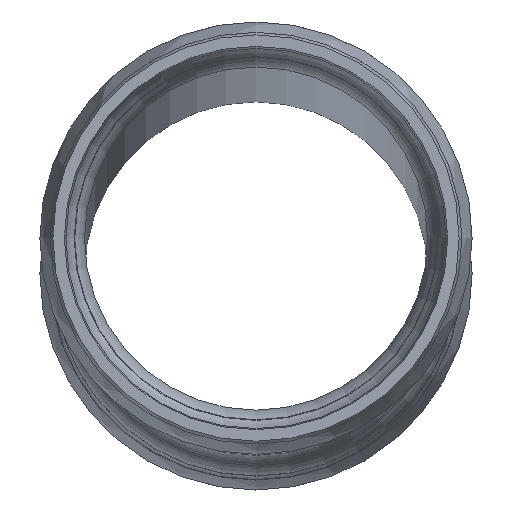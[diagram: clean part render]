
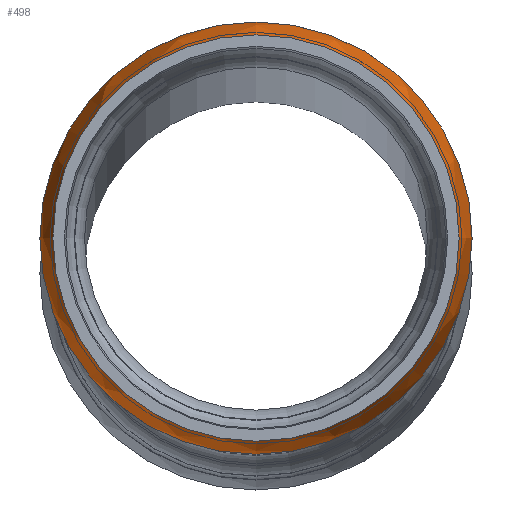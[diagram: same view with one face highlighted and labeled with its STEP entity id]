
A CAD part, top view. The second image highlights one B-rep face of the part: STEP entity #498.
In plain terms, the highlighted free-form (B-spline) face has degree [2, 2] with [3, 9] control points.
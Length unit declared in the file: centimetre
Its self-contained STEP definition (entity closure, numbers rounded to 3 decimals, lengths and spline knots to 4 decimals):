
#26=(
BOUNDED_SURFACE()
B_SPLINE_SURFACE(2,2,((#913,#914,#915,#916,#917,#918,#919,#920,#921),(#922,
#923,#924,#925,#926,#927,#928,#929,#930),(#931,#932,#933,#934,#935,#936,
#937,#938,#939)),.UNSPECIFIED.,.F.,.T.,.F.)
B_SPLINE_SURFACE_WITH_KNOTS((3,3),(3,2,2,2,3),(-0.4444,0.),
(-3.1416,-1.5708,0.,1.5708,3.1416),
 .UNSPECIFIED.)
GEOMETRIC_REPRESENTATION_ITEM()
RATIONAL_B_SPLINE_SURFACE(((1.,0.707,1.,0.707,1.,
0.707,1.,0.707,1.),(0.975,0.69,
0.975,0.69,0.975,0.69,
0.975,0.69,0.975),(1.,0.707,
1.,0.707,1.,0.707,1.,0.707,1.)))
REPRESENTATION_ITEM('')
SURFACE()
);
#70=FACE_OUTER_BOUND('',#103,.T.);
#103=EDGE_LOOP('',(#360,#361,#362,#363,#364));
#145=CIRCLE('',#548,29.6064);
#146=CIRCLE('',#549,31.5);
#147=CIRCLE('',#550,19.5);
#148=CIRCLE('',#551,31.5);
#208=VERTEX_POINT('',#911);
#209=VERTEX_POINT('',#940);
#210=VERTEX_POINT('',#941);
#263=EDGE_CURVE('',#208,#208,#145,.T.);
#264=EDGE_CURVE('',#209,#210,#146,.T.);
#265=EDGE_CURVE('',#209,#208,#147,.T.);
#266=EDGE_CURVE('',#210,#209,#148,.T.);
#360=ORIENTED_EDGE('',*,*,#264,.F.);
#361=ORIENTED_EDGE('',*,*,#265,.T.);
#362=ORIENTED_EDGE('',*,*,#263,.T.);
#363=ORIENTED_EDGE('',*,*,#265,.F.);
#364=ORIENTED_EDGE('',*,*,#266,.F.);
#498=ADVANCED_FACE('',(#70),#26,.F.);
#548=AXIS2_PLACEMENT_3D('',#912,#670,#671);
#549=AXIS2_PLACEMENT_3D('',#942,#672,#673);
#550=AXIS2_PLACEMENT_3D('',#943,#674,#675);
#551=AXIS2_PLACEMENT_3D('',#944,#676,#677);
#670=DIRECTION('center_axis',(0.,0.,
-1.));
#671=DIRECTION('ref_axis',(0.,1.,0.));
#672=DIRECTION('center_axis',(0.,0.,
-1.));
#673=DIRECTION('ref_axis',(0.,1.,0.));
#674=DIRECTION('center_axis',(0.,-1.,0.));
#675=DIRECTION('ref_axis',(1.,0.,0.));
#676=DIRECTION('center_axis',(0.,0.,
-1.));
#677=DIRECTION('ref_axis',(0.,1.,0.));
#911=CARTESIAN_POINT('',(29.6064,0.,3000.));
#912=CARTESIAN_POINT('Origin',(0.,0.,3000.));
#913=CARTESIAN_POINT('Ctrl Pts',(29.6064,0.,3000.));
#914=CARTESIAN_POINT('Ctrl Pts',(29.6064,-29.6064,3000.));
#915=CARTESIAN_POINT('Ctrl Pts',(0.,-29.6064,3000.));
#916=CARTESIAN_POINT('Ctrl Pts',(-29.6064,-29.6064,3000.));
#917=CARTESIAN_POINT('Ctrl Pts',(-29.6064,0.,3000.));
#918=CARTESIAN_POINT('Ctrl Pts',(-29.6064,29.6064,3000.));
#919=CARTESIAN_POINT('Ctrl Pts',(0.,29.6064,3000.));
#920=CARTESIAN_POINT('Ctrl Pts',(29.6064,29.6064,3000.));
#921=CARTESIAN_POINT('Ctrl Pts',(29.6064,0.,3000.));
#922=CARTESIAN_POINT('Ctrl Pts',(31.5,0.,2996.0226));
#923=CARTESIAN_POINT('Ctrl Pts',(31.5,-31.5,2996.0226));
#924=CARTESIAN_POINT('Ctrl Pts',(0.,-31.5,2996.0226));
#925=CARTESIAN_POINT('Ctrl Pts',(-31.5,-31.5,2996.0226));
#926=CARTESIAN_POINT('Ctrl Pts',(-31.5,0.,2996.0226));
#927=CARTESIAN_POINT('Ctrl Pts',(-31.5,31.5,2996.0226));
#928=CARTESIAN_POINT('Ctrl Pts',(0.,31.5,2996.0226));
#929=CARTESIAN_POINT('Ctrl Pts',(31.5,31.5,2996.0226));
#930=CARTESIAN_POINT('Ctrl Pts',(31.5,0.,2996.0226));
#931=CARTESIAN_POINT('Ctrl Pts',(31.5,0.,2991.6175));
#932=CARTESIAN_POINT('Ctrl Pts',(31.5,-31.5,2991.6175));
#933=CARTESIAN_POINT('Ctrl Pts',(0.,-31.5,2991.6175));
#934=CARTESIAN_POINT('Ctrl Pts',(-31.5,-31.5,2991.6175));
#935=CARTESIAN_POINT('Ctrl Pts',(-31.5,0.,2991.6175));
#936=CARTESIAN_POINT('Ctrl Pts',(-31.5,31.5,2991.6175));
#937=CARTESIAN_POINT('Ctrl Pts',(0.,31.5,2991.6175));
#938=CARTESIAN_POINT('Ctrl Pts',(31.5,31.5,2991.6175));
#939=CARTESIAN_POINT('Ctrl Pts',(31.5,0.,2991.6175));
#940=CARTESIAN_POINT('',(31.5,0.,2991.6175));
#941=CARTESIAN_POINT('',(0.,31.5,2991.6175));
#942=CARTESIAN_POINT('Origin',(0.,0.,2991.6175));
#943=CARTESIAN_POINT('Origin',(12.,0.,2991.6175));
#944=CARTESIAN_POINT('Origin',(0.,0.,2991.6175));
